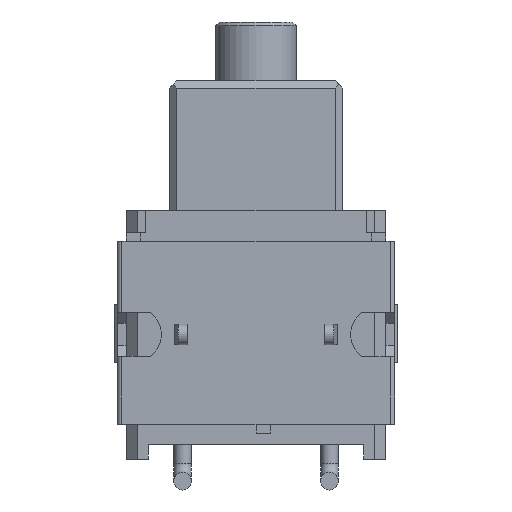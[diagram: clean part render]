
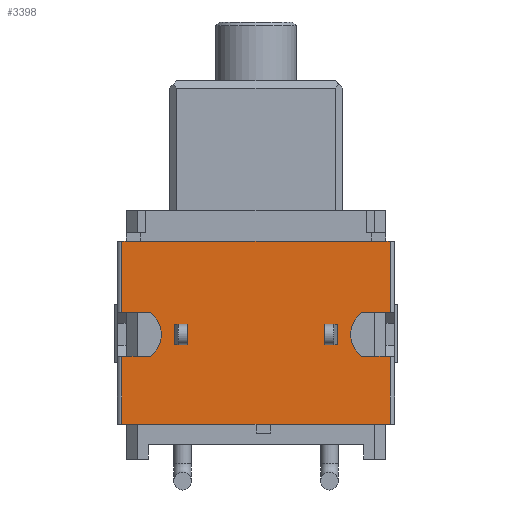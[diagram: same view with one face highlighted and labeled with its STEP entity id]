
A CAD part, front view. The second image highlights one B-rep face of the part: STEP entity #3398.
In plain terms, the highlighted face is planar.
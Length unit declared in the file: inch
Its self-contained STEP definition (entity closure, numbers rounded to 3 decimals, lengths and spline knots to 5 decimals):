
#91=CIRCLE('',#3610,0.0375);
#92=CIRCLE('',#3611,0.0375);
#165=FACE_BOUND('',#455,.T.);
#166=FACE_BOUND('',#456,.T.);
#265=FACE_OUTER_BOUND('',#454,.T.);
#454=EDGE_LOOP('',(#2708,#2709,#2710,#2711,#2712,#2713,#2714,#2715,#2716,
#2717,#2718,#2719,#2720,#2721,#2722,#2723,#2724,#2725));
#455=EDGE_LOOP('',(#2726,#2727,#2728,#2729));
#456=EDGE_LOOP('',(#2730,#2731,#2732,#2733));
#766=LINE('',#5135,#1179);
#785=LINE('',#5190,#1198);
#806=LINE('',#5245,#1219);
#831=LINE('',#5305,#1244);
#832=LINE('',#5307,#1245);
#833=LINE('',#5311,#1246);
#834=LINE('',#5312,#1247);
#835=LINE('',#5314,#1248);
#836=LINE('',#5316,#1249);
#837=LINE('',#5318,#1250);
#838=LINE('',#5320,#1251);
#839=LINE('',#5322,#1252);
#840=LINE('',#5324,#1253);
#841=LINE('',#5328,#1254);
#842=LINE('',#5329,#1255);
#843=LINE('',#5331,#1256);
#844=LINE('',#5332,#1257);
#845=LINE('',#5335,#1258);
#846=LINE('',#5337,#1259);
#847=LINE('',#5339,#1260);
#848=LINE('',#5340,#1261);
#849=LINE('',#5342,#1262);
#850=LINE('',#5344,#1263);
#851=LINE('',#5345,#1264);
#1179=VECTOR('',#4137,0.006);
#1198=VECTOR('',#4178,0.012);
#1219=VECTOR('',#4217,0.183);
#1244=VECTOR('',#4260,0.0925);
#1245=VECTOR('',#4261,0.039);
#1246=VECTOR('',#4264,0.039);
#1247=VECTOR('',#4265,0.097);
#1248=VECTOR('',#4266,0.02);
#1249=VECTOR('',#4267,0.314);
#1250=VECTOR('',#4268,0.02);
#1251=VECTOR('',#4269,0.006);
#1252=VECTOR('',#4270,0.097);
#1253=VECTOR('',#4271,0.039);
#1254=VECTOR('',#4274,0.039);
#1255=VECTOR('',#4275,0.0925);
#1256=VECTOR('',#4276,0.02);
#1257=VECTOR('',#4277,0.163);
#1258=VECTOR('',#4278,0.028);
#1259=VECTOR('',#4279,0.012);
#1260=VECTOR('',#4280,0.028);
#1261=VECTOR('',#4281,0.012);
#1262=VECTOR('',#4282,0.028);
#1263=VECTOR('',#4283,0.012);
#1264=VECTOR('',#4284,0.028);
#1528=VERTEX_POINT('',#5132);
#1529=VERTEX_POINT('',#5134);
#1553=VERTEX_POINT('',#5187);
#1554=VERTEX_POINT('',#5189);
#1578=VERTEX_POINT('',#5242);
#1579=VERTEX_POINT('',#5244);
#1604=VERTEX_POINT('',#5303);
#1605=VERTEX_POINT('',#5304);
#1606=VERTEX_POINT('',#5306);
#1607=VERTEX_POINT('',#5308);
#1608=VERTEX_POINT('',#5310);
#1609=VERTEX_POINT('',#5313);
#1610=VERTEX_POINT('',#5315);
#1611=VERTEX_POINT('',#5317);
#1612=VERTEX_POINT('',#5319);
#1613=VERTEX_POINT('',#5321);
#1614=VERTEX_POINT('',#5323);
#1615=VERTEX_POINT('',#5325);
#1616=VERTEX_POINT('',#5327);
#1617=VERTEX_POINT('',#5330);
#1618=VERTEX_POINT('',#5333);
#1619=VERTEX_POINT('',#5334);
#1620=VERTEX_POINT('',#5336);
#1621=VERTEX_POINT('',#5338);
#1622=VERTEX_POINT('',#5341);
#1623=VERTEX_POINT('',#5343);
#1921=EDGE_CURVE('',#1528,#1529,#766,.T.);
#1948=EDGE_CURVE('',#1553,#1554,#785,.T.);
#1975=EDGE_CURVE('',#1579,#1578,#806,.T.);
#2005=EDGE_CURVE('',#1604,#1605,#831,.T.);
#2006=EDGE_CURVE('',#1604,#1606,#832,.T.);
#2007=EDGE_CURVE('',#1606,#1607,#91,.T.);
#2008=EDGE_CURVE('',#1607,#1608,#833,.T.);
#2009=EDGE_CURVE('',#1529,#1608,#834,.T.);
#2010=EDGE_CURVE('',#1609,#1528,#835,.T.);
#2011=EDGE_CURVE('',#1610,#1609,#836,.T.);
#2012=EDGE_CURVE('',#1611,#1610,#837,.T.);
#2013=EDGE_CURVE('',#1612,#1611,#838,.T.);
#2014=EDGE_CURVE('',#1612,#1613,#839,.T.);
#2015=EDGE_CURVE('',#1613,#1614,#840,.T.);
#2016=EDGE_CURVE('',#1614,#1615,#92,.T.);
#2017=EDGE_CURVE('',#1615,#1616,#841,.T.);
#2018=EDGE_CURVE('',#1616,#1579,#842,.T.);
#2019=EDGE_CURVE('',#1578,#1617,#843,.T.);
#2020=EDGE_CURVE('',#1617,#1605,#844,.T.);
#2021=EDGE_CURVE('',#1618,#1619,#845,.T.);
#2022=EDGE_CURVE('',#1618,#1620,#846,.T.);
#2023=EDGE_CURVE('',#1621,#1620,#847,.T.);
#2024=EDGE_CURVE('',#1619,#1621,#848,.T.);
#2025=EDGE_CURVE('',#1622,#1553,#849,.T.);
#2026=EDGE_CURVE('',#1622,#1623,#850,.T.);
#2027=EDGE_CURVE('',#1623,#1554,#851,.T.);
#2708=ORIENTED_EDGE('',*,*,#2005,.F.);
#2709=ORIENTED_EDGE('',*,*,#2006,.T.);
#2710=ORIENTED_EDGE('',*,*,#2007,.T.);
#2711=ORIENTED_EDGE('',*,*,#2008,.T.);
#2712=ORIENTED_EDGE('',*,*,#2009,.F.);
#2713=ORIENTED_EDGE('',*,*,#1921,.F.);
#2714=ORIENTED_EDGE('',*,*,#2010,.F.);
#2715=ORIENTED_EDGE('',*,*,#2011,.F.);
#2716=ORIENTED_EDGE('',*,*,#2012,.F.);
#2717=ORIENTED_EDGE('',*,*,#2013,.F.);
#2718=ORIENTED_EDGE('',*,*,#2014,.T.);
#2719=ORIENTED_EDGE('',*,*,#2015,.T.);
#2720=ORIENTED_EDGE('',*,*,#2016,.T.);
#2721=ORIENTED_EDGE('',*,*,#2017,.T.);
#2722=ORIENTED_EDGE('',*,*,#2018,.T.);
#2723=ORIENTED_EDGE('',*,*,#1975,.T.);
#2724=ORIENTED_EDGE('',*,*,#2019,.T.);
#2725=ORIENTED_EDGE('',*,*,#2020,.T.);
#2726=ORIENTED_EDGE('',*,*,#2021,.F.);
#2727=ORIENTED_EDGE('',*,*,#2022,.T.);
#2728=ORIENTED_EDGE('',*,*,#2023,.F.);
#2729=ORIENTED_EDGE('',*,*,#2024,.F.);
#2730=ORIENTED_EDGE('',*,*,#2025,.F.);
#2731=ORIENTED_EDGE('',*,*,#2026,.T.);
#2732=ORIENTED_EDGE('',*,*,#2027,.T.);
#2733=ORIENTED_EDGE('',*,*,#1948,.F.);
#3252=PLANE('',#3609);
#3398=ADVANCED_FACE('',(#265,#165,#166),#3252,.F.);
#3609=AXIS2_PLACEMENT_3D('',#5302,#4258,#4259);
#3610=AXIS2_PLACEMENT_3D('',#5309,#4262,#4263);
#3611=AXIS2_PLACEMENT_3D('',#5326,#4272,#4273);
#4137=DIRECTION('',(-1.,0.,0.));
#4178=DIRECTION('',(-1.,0.,0.));
#4217=DIRECTION('',(-1.,0.,0.));
#4258=DIRECTION('center_axis',(0.,0.,1.));
#4259=DIRECTION('ref_axis',(1.,0.,0.));
#4260=DIRECTION('',(0.,-1.,0.));
#4261=DIRECTION('',(1.,0.,0.));
#4262=DIRECTION('center_axis',(0.,0.,1.));
#4263=DIRECTION('ref_axis',(1.,0.,0.));
#4264=DIRECTION('',(-1.,0.,0.));
#4265=DIRECTION('',(0.,-1.,0.));
#4266=DIRECTION('',(-1.,0.,0.));
#4267=DIRECTION('',(-1.,0.,0.));
#4268=DIRECTION('',(-1.,0.,0.));
#4269=DIRECTION('',(-1.,0.,0.));
#4270=DIRECTION('',(0.,-1.,0.));
#4271=DIRECTION('',(-1.,0.,0.));
#4272=DIRECTION('center_axis',(0.,0.,1.));
#4273=DIRECTION('ref_axis',(1.,0.,0.));
#4274=DIRECTION('',(1.,0.,0.));
#4275=DIRECTION('',(0.,-1.,0.));
#4276=DIRECTION('',(-1.,0.,0.));
#4277=DIRECTION('',(-1.,0.,0.));
#4278=DIRECTION('',(0.,-1.,0.));
#4279=DIRECTION('',(-1.,0.,0.));
#4280=DIRECTION('',(0.,1.,0.));
#4281=DIRECTION('',(-1.,0.,0.));
#4282=DIRECTION('',(0.,-1.,0.));
#4283=DIRECTION('',(-1.,0.,0.));
#4284=DIRECTION('',(0.,-1.,0.));
#5132=CARTESIAN_POINT('',(-0.177,0.2495,-0.012));
#5134=CARTESIAN_POINT('',(-0.183,0.2495,-0.012));
#5135=CARTESIAN_POINT('',(0.183,0.2495,-0.012));
#5187=CARTESIAN_POINT('',(0.106,0.1085,-0.012));
#5189=CARTESIAN_POINT('',(0.094,0.1085,-0.012));
#5190=CARTESIAN_POINT('',(0.183,0.1085,-0.012));
#5242=CARTESIAN_POINT('',(0.,0.,-0.012));
#5244=CARTESIAN_POINT('',(0.183,0.,-0.012));
#5245=CARTESIAN_POINT('',(0.183,0.,-0.012));
#5302=CARTESIAN_POINT('Origin',(0.183,0.2495,-0.012));
#5303=CARTESIAN_POINT('',(-0.183,0.0925,-0.012));
#5304=CARTESIAN_POINT('',(-0.183,0.,-0.012));
#5305=CARTESIAN_POINT('',(-0.183,0.2495,-0.012));
#5306=CARTESIAN_POINT('',(-0.144,0.0925,-0.012));
#5307=CARTESIAN_POINT('',(-0.189,0.0925,-0.012));
#5308=CARTESIAN_POINT('',(-0.144,0.1525,-0.012));
#5309=CARTESIAN_POINT('Origin',(-0.1665,0.1225,-0.012));
#5310=CARTESIAN_POINT('',(-0.183,0.1525,-0.012));
#5311=CARTESIAN_POINT('',(-0.144,0.1525,-0.012));
#5312=CARTESIAN_POINT('',(-0.183,0.2495,-0.012));
#5313=CARTESIAN_POINT('',(-0.157,0.2495,-0.012));
#5314=CARTESIAN_POINT('',(0.183,0.2495,-0.012));
#5315=CARTESIAN_POINT('',(0.157,0.2495,-0.012));
#5316=CARTESIAN_POINT('',(0.183,0.2495,-0.012));
#5317=CARTESIAN_POINT('',(0.177,0.2495,-0.012));
#5318=CARTESIAN_POINT('',(0.183,0.2495,-0.012));
#5319=CARTESIAN_POINT('',(0.183,0.2495,-0.012));
#5320=CARTESIAN_POINT('',(0.183,0.2495,-0.012));
#5321=CARTESIAN_POINT('',(0.183,0.1525,-0.012));
#5322=CARTESIAN_POINT('',(0.183,0.2495,-0.012));
#5323=CARTESIAN_POINT('',(0.144,0.1525,-0.012));
#5324=CARTESIAN_POINT('',(0.183,0.1525,-0.012));
#5325=CARTESIAN_POINT('',(0.144,0.0925,-0.012));
#5326=CARTESIAN_POINT('Origin',(0.1665,0.1225,-0.012));
#5327=CARTESIAN_POINT('',(0.183,0.0925,-0.012));
#5328=CARTESIAN_POINT('',(0.144,0.0925,-0.012));
#5329=CARTESIAN_POINT('',(0.183,0.2495,-0.012));
#5330=CARTESIAN_POINT('',(-0.02,0.,-0.012));
#5331=CARTESIAN_POINT('',(0.183,0.,-0.012));
#5332=CARTESIAN_POINT('',(0.183,0.,-0.012));
#5333=CARTESIAN_POINT('',(-0.094,0.1365,-0.012));
#5334=CARTESIAN_POINT('',(-0.094,0.1085,-0.012));
#5335=CARTESIAN_POINT('',(-0.094,0.1365,-0.012));
#5336=CARTESIAN_POINT('',(-0.106,0.1365,-0.012));
#5337=CARTESIAN_POINT('',(0.183,0.1365,-0.012));
#5338=CARTESIAN_POINT('',(-0.106,0.1085,-0.012));
#5339=CARTESIAN_POINT('',(-0.106,0.2495,-0.012));
#5340=CARTESIAN_POINT('',(0.183,0.1085,-0.012));
#5341=CARTESIAN_POINT('',(0.106,0.1365,-0.012));
#5342=CARTESIAN_POINT('',(0.106,0.2495,-0.012));
#5343=CARTESIAN_POINT('',(0.094,0.1365,-0.012));
#5344=CARTESIAN_POINT('',(0.183,0.1365,-0.012));
#5345=CARTESIAN_POINT('',(0.094,0.1365,-0.012));
